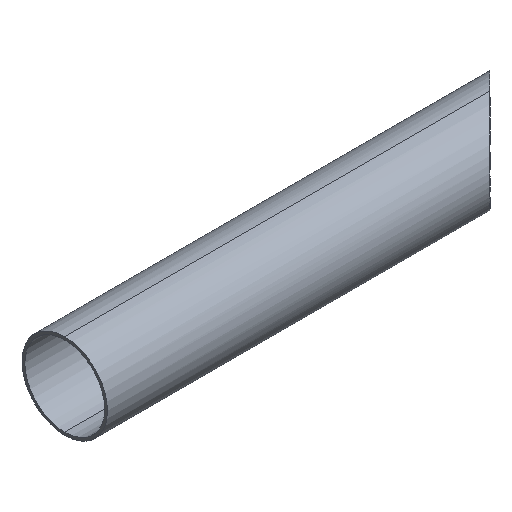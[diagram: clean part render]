
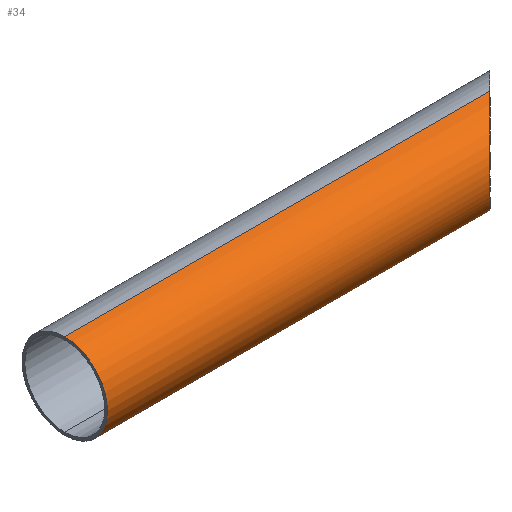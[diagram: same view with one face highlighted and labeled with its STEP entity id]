
A CAD part, isometric view. The second image highlights one B-rep face of the part: STEP entity #34.
In plain terms, the highlighted cylindrical face has radius 30.15 mm (diameter 60.3 mm), a partial arc.
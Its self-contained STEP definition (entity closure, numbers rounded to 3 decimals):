
#1 = VERTEX_POINT ( 'NONE', #58 ) ;
#2 = LINE ( 'NONE', #121, #48 ) ;
#5 = CARTESIAN_POINT ( 'NONE',  ( 150.07, 10.85, -30.15 ) ) ;
#8 = DIRECTION ( 'NONE',  ( 0., 0., -1. ) ) ;
#18 = VECTOR ( 'NONE', #44, 1000. ) ;
#30 = CARTESIAN_POINT ( 'NONE',  ( -149.93, 10.85, 30.15 ) ) ;
#31 = EDGE_CURVE ( 'NONE', #109, #75, #93, .T. ) ;
#34 = ADVANCED_FACE ( 'NONE', ( #179 ), #108, .T. ) ;
#41 = DIRECTION ( 'NONE',  ( 0., 0., -1. ) ) ;
#43 = EDGE_CURVE ( 'NONE', #75, #1, #167, .T. ) ;
#44 = DIRECTION ( 'NONE',  ( 1., 0., 0. ) ) ;
#48 = VECTOR ( 'NONE', #91, 1000. ) ;
#58 = CARTESIAN_POINT ( 'NONE',  ( 150.07, 10.85, -30.15 ) ) ;
#60 = ORIENTED_EDGE ( 'NONE', *, *, #133, .T. ) ;
#75 = VERTEX_POINT ( 'NONE', #178 ) ;
#91 = DIRECTION ( 'NONE',  ( 1., 0., 0. ) ) ;
#92 = CARTESIAN_POINT ( 'NONE',  ( 89.77, -49.45, 30.15 ) ) ;
#93 = LINE ( 'NONE', #157, #18 ) ;
#98 = CIRCLE ( 'NONE', #141, 30.15 ) ;
#105 = CARTESIAN_POINT ( 'NONE',  ( -149.93, 10.85, 0. ) ) ;
#107 = CARTESIAN_POINT ( 'NONE',  ( 150.07, 10.85, 30.15 ) ) ;
#108 = CYLINDRICAL_SURFACE ( 'NONE', #191, 30.15 ) ;
#109 = VERTEX_POINT ( 'NONE', #30 ) ;
#111 = ORIENTED_EDGE ( 'NONE', *, *, #31, .F. ) ;
#112 = EDGE_CURVE ( 'NONE', #109, #119, #98, .T. ) ;
#119 = VERTEX_POINT ( 'NONE', #142 ) ;
#121 = CARTESIAN_POINT ( 'NONE',  ( -149.93, 10.85, -30.15 ) ) ;
#130 = ORIENTED_EDGE ( 'NONE', *, *, #112, .T. ) ;
#133 = EDGE_CURVE ( 'NONE', #119, #1, #2, .T. ) ;
#141 = AXIS2_PLACEMENT_3D ( 'NONE', #105, #209, #8 ) ;
#142 = CARTESIAN_POINT ( 'NONE',  ( -149.93, 10.85, -30.15 ) ) ;
#153 = CARTESIAN_POINT ( 'NONE',  ( -149.93, 10.85, 0. ) ) ;
#155 = DIRECTION ( 'NONE',  ( 1., 0., 0. ) ) ;
#157 = CARTESIAN_POINT ( 'NONE',  ( -149.93, 10.85, 30.15 ) ) ;
#161 = ORIENTED_EDGE ( 'NONE', *, *, #43, .F. ) ;
#167 =( BOUNDED_CURVE ( )  B_SPLINE_CURVE ( 3, ( #107, #92, #192, #5 ),
 .UNSPECIFIED., .F., .F. ) 
 B_SPLINE_CURVE_WITH_KNOTS ( ( 4, 4 ),
 ( 4.712, 7.854 ),
 .UNSPECIFIED. ) 
 CURVE ( )  GEOMETRIC_REPRESENTATION_ITEM ( )  RATIONAL_B_SPLINE_CURVE ( ( 1., 0.333, 0.333, 1. ) ) 
 REPRESENTATION_ITEM ( '' )  );
#168 = EDGE_LOOP ( 'NONE', ( #111, #130, #60, #161 ) ) ;
#178 = CARTESIAN_POINT ( 'NONE',  ( 150.07, 10.85, 30.15 ) ) ;
#179 = FACE_OUTER_BOUND ( 'NONE', #168, .T. ) ;
#191 = AXIS2_PLACEMENT_3D ( 'NONE', #153, #155, #41 ) ;
#192 = CARTESIAN_POINT ( 'NONE',  ( 89.77, -49.45, -30.15 ) ) ;
#209 = DIRECTION ( 'NONE',  ( 1., 0., 0. ) ) ;
